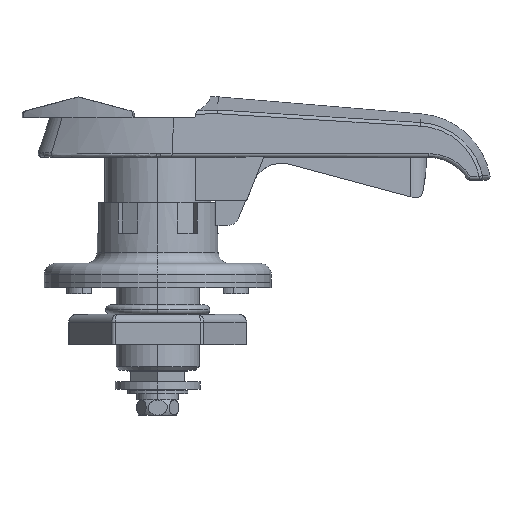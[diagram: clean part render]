
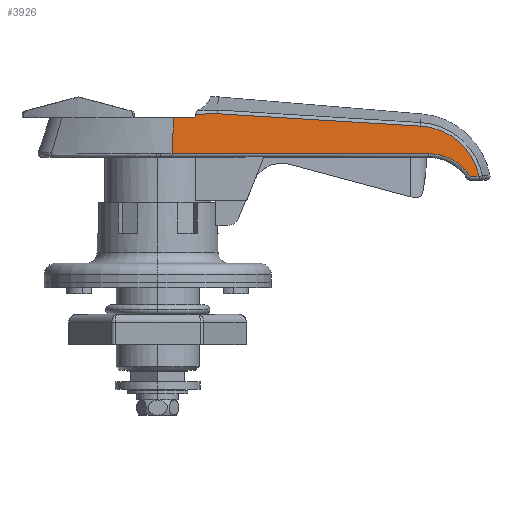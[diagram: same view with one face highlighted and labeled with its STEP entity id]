
A CAD part, left-side view. The second image highlights one B-rep face of the part: STEP entity #3926.
In plain terms, the highlighted planar face has unit normal (-0.997, -0.083, 0).
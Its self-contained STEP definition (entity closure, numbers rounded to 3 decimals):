
#202 = CARTESIAN_POINT ( 'NONE',  ( -8., -85.856, 28.509 ) ) ;
#205 = PLANE ( 'NONE',  #3344 ) ;
#207 = DIRECTION ( 'NONE',  ( 0.997, 0.083, 0. ) ) ;
#208 = DIRECTION ( 'NONE',  ( -0.083, 0.997, 0. ) ) ;
#1691 = VERTEX_POINT ( 'NONE', #7154 ) ;
#1772 = VERTEX_POINT ( 'NONE', #7235 ) ;
#1773 = VERTEX_POINT ( 'NONE', #7236 ) ;
#1815 = VERTEX_POINT ( 'NONE', #3450 ) ;
#1817 = VERTEX_POINT ( 'NONE', #3452 ) ;
#1818 = VERTEX_POINT ( 'NONE', #3453 ) ;
#1819 = VERTEX_POINT ( 'NONE', #3454 ) ;
#1826 = VERTEX_POINT ( 'NONE', #3461 ) ;
#1869 = VERTEX_POINT ( 'NONE', #3504 ) ;
#2667 = B_SPLINE_CURVE_WITH_KNOTS ( 'NONE', 3,
 ( #2816, #2817, #2830, #2831 ),
 .UNSPECIFIED., .F., .F.,
 ( 4, 4 ),
 ( 0.344, 0.938 ),
 .UNSPECIFIED. ) ;
#2668 =( BOUNDED_CURVE ( )  B_SPLINE_CURVE ( 3, ( #2827, #2829, #2835, #2836 ),
 .UNSPECIFIED., .F., .T. ) 
 B_SPLINE_CURVE_WITH_KNOTS ( ( 4, 4 ),
 ( 1.571, 2.573 ),
 .UNSPECIFIED. ) 
 CURVE ( )  GEOMETRIC_REPRESENTATION_ITEM ( )  RATIONAL_B_SPLINE_CURVE ( ( 1., 0.918, 0.918, 1. ) ) 
 REPRESENTATION_ITEM ( '' )  );
#2669 = B_SPLINE_CURVE_WITH_KNOTS ( 'NONE', 3,
 ( #2834, #2833, #2841, #2842, #2843, #2844, #2845, #2846, #2847, #2848, #2849, #2850, #2851, #2852, #2853, #2854, #2855, #2856, #2857, #2858, #2859, #2860 ),
 .UNSPECIFIED., .F., .F.,
 ( 4, 2, 2, 2, 2, 2, 2, 2, 2, 2, 4 ),
 ( 0., 0.003, 0.004, 0.006, 0.008, 0.01, 0.011, 0.014, 0.017, 0.019, 0.022 ),
 .UNSPECIFIED. ) ;
#2670 = B_SPLINE_CURVE_WITH_KNOTS ( 'NONE', 3,
 ( #2840, #2839, #2867, #2868 ),
 .UNSPECIFIED., .F., .F.,
 ( 4, 4 ),
 ( 0.001, 0.002 ),
 .UNSPECIFIED. ) ;
#2816 = CARTESIAN_POINT ( 'NONE',  ( -14.784, -4.235, 22.5 ) ) ;
#2817 = CARTESIAN_POINT ( 'NONE',  ( -14.796, -4.086, 19.333 ) ) ;
#2827 = CARTESIAN_POINT ( 'NONE',  ( -9.177, -71.691, 13. ) ) ;
#2828 = CARTESIAN_POINT ( 'NONE',  ( -8., -85.856, 13. ) ) ;
#2829 = CARTESIAN_POINT ( 'NONE',  ( -8.8, -76.226, 13. ) ) ;
#2830 = CARTESIAN_POINT ( 'NONE',  ( -14.808, -3.937, 16.167 ) ) ;
#2831 = CARTESIAN_POINT ( 'NONE',  ( -14.821, -3.787, 13. ) ) ;
#2832 = DIRECTION ( 'NONE',  ( 0.083, -0.997, 0. ) ) ;
#2833 = CARTESIAN_POINT ( 'NONE',  ( -8.09, -84.777, 7.909 ) ) ;
#2834 = CARTESIAN_POINT ( 'NONE',  ( -8.074, -84.968, 7. ) ) ;
#2835 = CARTESIAN_POINT ( 'NONE',  ( -8.47, -80.203, 10.821 ) ) ;
#2836 = CARTESIAN_POINT ( 'NONE',  ( -8.267, -82.645, 7. ) ) ;
#2837 = CARTESIAN_POINT ( 'NONE',  ( -8., -85.856, 7. ) ) ;
#2838 = DIRECTION ( 'NONE',  ( 0.083, -0.997, 0. ) ) ;
#2839 = CARTESIAN_POINT ( 'NONE',  ( -14.307, -9.967, 23.118 ) ) ;
#2840 = CARTESIAN_POINT ( 'NONE',  ( -14.302, -10.031, 23.427 ) ) ;
#2841 = CARTESIAN_POINT ( 'NONE',  ( -8.112, -84.513, 8.791 ) ) ;
#2842 = CARTESIAN_POINT ( 'NONE',  ( -8.153, -84.013, 10.073 ) ) ;
#2843 = CARTESIAN_POINT ( 'NONE',  ( -8.169, -83.829, 10.494 ) ) ;
#2844 = CARTESIAN_POINT ( 'NONE',  ( -8.202, -83.424, 11.322 ) ) ;
#2845 = CARTESIAN_POINT ( 'NONE',  ( -8.22, -83.203, 11.73 ) ) ;
#2846 = CARTESIAN_POINT ( 'NONE',  ( -8.28, -82.492, 12.923 ) ) ;
#2847 = CARTESIAN_POINT ( 'NONE',  ( -8.324, -81.959, 13.669 ) ) ;
#2848 = CARTESIAN_POINT ( 'NONE',  ( -8.398, -81.073, 14.716 ) ) ;
#2849 = CARTESIAN_POINT ( 'NONE',  ( -8.423, -80.763, 15.054 ) ) ;
#2850 = CARTESIAN_POINT ( 'NONE',  ( -8.477, -80.114, 15.704 ) ) ;
#2851 = CARTESIAN_POINT ( 'NONE',  ( -8.506, -79.774, 16.018 ) ) ;
#2852 = CARTESIAN_POINT ( 'NONE',  ( -8.594, -78.715, 16.916 ) ) ;
#2853 = CARTESIAN_POINT ( 'NONE',  ( -8.656, -77.969, 17.449 ) ) ;
#2854 = CARTESIAN_POINT ( 'NONE',  ( -8.786, -76.401, 18.387 ) ) ;
#2855 = CARTESIAN_POINT ( 'NONE',  ( -8.854, -75.578, 18.792 ) ) ;
#2856 = CARTESIAN_POINT ( 'NONE',  ( -8.998, -73.853, 19.47 ) ) ;
#2857 = CARTESIAN_POINT ( 'NONE',  ( -9.071, -72.975, 19.732 ) ) ;
#2858 = CARTESIAN_POINT ( 'NONE',  ( -9.219, -71.188, 20.113 ) ) ;
#2859 = CARTESIAN_POINT ( 'NONE',  ( -9.295, -70.279, 20.23 ) ) ;
#2860 = CARTESIAN_POINT ( 'NONE',  ( -9.372, -69.353, 20.272 ) ) ;
#2861 = CARTESIAN_POINT ( 'NONE',  ( -8.047, -85.294, 19.293 ) ) ;
#2862 = DIRECTION ( 'NONE',  ( -0.083, 0.995, 0.061 ) ) ;
#2863 = CARTESIAN_POINT ( 'NONE',  ( -14.287, -10.209, 23.43 ) ) ;
#2864 = DIRECTION ( 'NONE',  ( -0.083, 0.996, -0.022 ) ) ;
#2867 = CARTESIAN_POINT ( 'NONE',  ( -14.313, -9.903, 22.809 ) ) ;
#2868 = CARTESIAN_POINT ( 'NONE',  ( -14.318, -9.838, 22.5 ) ) ;
#2869 = CARTESIAN_POINT ( 'NONE',  ( -8., -85.856, 22.5 ) ) ;
#2870 = DIRECTION ( 'NONE',  ( -0.083, 0.997, 0. ) ) ;
#3344 = AXIS2_PLACEMENT_3D ( 'NONE', #202, #207, #208 ) ;
#3450 = CARTESIAN_POINT ( 'NONE',  ( -8.267, -82.645, 7. ) ) ;
#3452 = CARTESIAN_POINT ( 'NONE',  ( -13.814, -15.897, 23.556 ) ) ;
#3453 = CARTESIAN_POINT ( 'NONE',  ( -14.821, -3.787, 13. ) ) ;
#3454 = CARTESIAN_POINT ( 'NONE',  ( -9.177, -71.691, 13. ) ) ;
#3461 = CARTESIAN_POINT ( 'NONE',  ( -8.074, -84.968, 7. ) ) ;
#3504 = CARTESIAN_POINT ( 'NONE',  ( -14.318, -9.838, 22.5 ) ) ;
#3926 = ADVANCED_FACE ( 'NONE', ( #5615 ), #205, .F. ) ;
#5275 = LINE ( 'NONE', #2828, #5288 ) ;
#5288 = VECTOR ( 'NONE', #2832, 1000. ) ;
#5289 = LINE ( 'NONE', #2837, #5291 ) ;
#5290 = LINE ( 'NONE', #2863, #5295 ) ;
#5291 = VECTOR ( 'NONE', #2838, 1000. ) ;
#5292 = LINE ( 'NONE', #2861, #5293 ) ;
#5293 = VECTOR ( 'NONE', #2862, 1000. ) ;
#5295 = VECTOR ( 'NONE', #2864, 1000. ) ;
#5296 = LINE ( 'NONE', #2869, #5297 ) ;
#5297 = VECTOR ( 'NONE', #2870, 1000. ) ;
#5615 = FACE_OUTER_BOUND ( 'NONE', #9109, .T. ) ;
#7154 = CARTESIAN_POINT ( 'NONE',  ( -14.784, -4.235, 22.5 ) ) ;
#7235 = CARTESIAN_POINT ( 'NONE',  ( -9.372, -69.353, 20.272 ) ) ;
#7236 = CARTESIAN_POINT ( 'NONE',  ( -14.302, -10.031, 23.427 ) ) ;
#9109 = EDGE_LOOP ( 'NONE', ( #10547, #10546, #10545, #10544, #10543, #10542, #10541, #10540, #10539 ) ) ;
#10539 = ORIENTED_EDGE ( 'NONE', *, *, #11303, .T. ) ;
#10540 = ORIENTED_EDGE ( 'NONE', *, *, #11302, .T. ) ;
#10541 = ORIENTED_EDGE ( 'NONE', *, *, #11301, .T. ) ;
#10542 = ORIENTED_EDGE ( 'NONE', *, *, #11300, .T. ) ;
#10543 = ORIENTED_EDGE ( 'NONE', *, *, #11299, .T. ) ;
#10544 = ORIENTED_EDGE ( 'NONE', *, *, #11298, .T. ) ;
#10545 = ORIENTED_EDGE ( 'NONE', *, *, #11297, .T. ) ;
#10546 = ORIENTED_EDGE ( 'NONE', *, *, #11296, .T. ) ;
#10547 = ORIENTED_EDGE ( 'NONE', *, *, #11295, .T. ) ;
#11295 = EDGE_CURVE ( 'NONE', #1691, #1818, #2667, .T. ) ;
#11296 = EDGE_CURVE ( 'NONE', #1818, #1819, #5275, .T. ) ;
#11297 = EDGE_CURVE ( 'NONE', #1819, #1815, #2668, .T. ) ;
#11298 = EDGE_CURVE ( 'NONE', #1815, #1826, #5289, .T. ) ;
#11299 = EDGE_CURVE ( 'NONE', #1826, #1772, #2669, .T. ) ;
#11300 = EDGE_CURVE ( 'NONE', #1772, #1817, #5292, .T. ) ;
#11301 = EDGE_CURVE ( 'NONE', #1817, #1773, #5290, .T. ) ;
#11302 = EDGE_CURVE ( 'NONE', #1773, #1869, #2670, .T. ) ;
#11303 = EDGE_CURVE ( 'NONE', #1869, #1691, #5296, .T. ) ;
